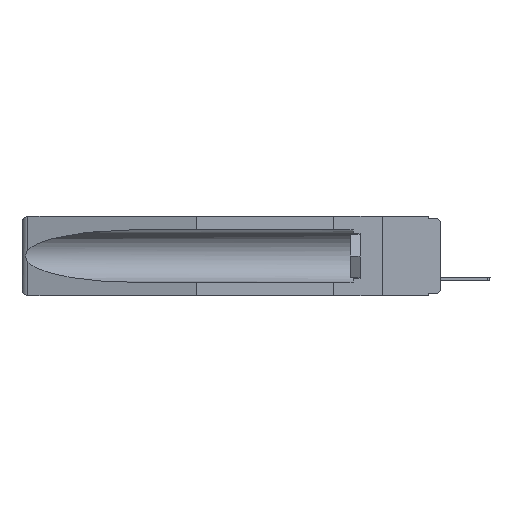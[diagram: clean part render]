
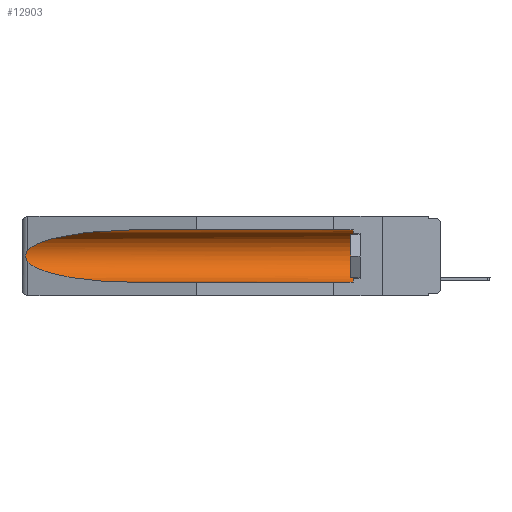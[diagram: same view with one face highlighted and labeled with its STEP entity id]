
A CAD part, left-side view. The second image highlights one B-rep face of the part: STEP entity #12903.
In plain terms, the highlighted cylindrical face has radius 2.857 mm (diameter 5.715 mm), a partial arc.
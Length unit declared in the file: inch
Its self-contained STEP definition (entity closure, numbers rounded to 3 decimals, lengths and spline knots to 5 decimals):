
#204 = CARTESIAN_POINT ( 'NONE',  ( 0.155, 0.126, -0.059 ) ) ;
#1664 = DIRECTION ( 'NONE',  ( 0., -1., 0. ) ) ;
#1864 = VERTEX_POINT ( 'NONE', #17548 ) ;
#1914 = CARTESIAN_POINT ( 'NONE',  ( 0.26537, 1.52718, -0.19328 ) ) ;
#2002 = EDGE_CURVE ( 'NONE', #16583, #10016, #11749, .T. ) ;
#2037 = VERTEX_POINT ( 'NONE', #22417 ) ;
#2360 = EDGE_CURVE ( 'NONE', #10016, #7567, #3178, .T. ) ;
#2523 = CARTESIAN_POINT ( 'NONE',  ( 0.2675, 1.53308, -0.17534 ) ) ;
#2910 = CARTESIAN_POINT ( 'NONE',  ( 0.2673, 1.53269, -0.17917 ) ) ;
#3178 =( BOUNDED_CURVE ( )  B_SPLINE_CURVE ( 3, ( #3606, #9686, #3886, #7529 ),
 .UNSPECIFIED., .F., .T. ) 
 B_SPLINE_CURVE_WITH_KNOTS ( ( 4, 4 ),
 ( 4.71239, 6.08839 ),
 .UNSPECIFIED. ) 
 CURVE ( )  GEOMETRIC_REPRESENTATION_ITEM ( )  RATIONAL_B_SPLINE_CURVE ( ( 1., 0.848, 0.848, 1. ) ) 
 REPRESENTATION_ITEM ( '' )  );
#3192 = FACE_OUTER_BOUND ( 'NONE', #18417, .T. ) ;
#3606 = CARTESIAN_POINT ( 'NONE',  ( 0.155, 1.07973, -0.059 ) ) ;
#3886 = CARTESIAN_POINT ( 'NONE',  ( 0.25451, 1.48313, -0.09465 ) ) ;
#4187 =( BOUNDED_CURVE ( )  B_SPLINE_CURVE ( 3, ( #1914, #26350, #12047, #5962 ),
 .UNSPECIFIED., .F., .F. ) 
 B_SPLINE_CURVE_WITH_KNOTS ( ( 4, 4 ),
 ( 0.1948, 1.5708 ),
 .UNSPECIFIED. ) 
 CURVE ( )  GEOMETRIC_REPRESENTATION_ITEM ( )  RATIONAL_B_SPLINE_CURVE ( ( 1., 0.848, 0.848, 1. ) ) 
 REPRESENTATION_ITEM ( '' )  );
#4943 = CARTESIAN_POINT ( 'NONE',  ( 0.26537, 1.52718, -0.14972 ) ) ;
#5952 = CARTESIAN_POINT ( 'NONE',  ( 0.155, -0.30754, -0.284 ) ) ;
#5962 = CARTESIAN_POINT ( 'NONE',  ( 0.155, 1.07973, -0.284 ) ) ;
#6806 = EDGE_CURVE ( 'NONE', #2037, #1864, #4187, .T. ) ;
#7100 = CYLINDRICAL_SURFACE ( 'NONE', #11342, 0.1125 ) ;
#7529 = CARTESIAN_POINT ( 'NONE',  ( 0.26537, 1.52718, -0.14972 ) ) ;
#7567 = VERTEX_POINT ( 'NONE', #17385 ) ;
#8210 = ORIENTED_EDGE ( 'NONE', *, *, #6806, .T. ) ;
#8467 = CARTESIAN_POINT ( 'NONE',  ( 0.26597, 1.52961, -0.15275 ) ) ;
#8808 = ORIENTED_EDGE ( 'NONE', *, *, #10921, .F. ) ;
#8855 = B_SPLINE_CURVE_WITH_KNOTS ( 'NONE', 3,
 ( #4943, #8467, #23052, #13182, #14935, #2523, #2910, #18854, #23313, #25470 ),
 .UNSPECIFIED., .F., .F.,
 ( 4, 2, 2, 2, 4 ),
 ( 0., 0.00029, 0.00058, 0.00087, 0.00117 ),
 .UNSPECIFIED. ) ;
#9045 = VERTEX_POINT ( 'NONE', #25848 ) ;
#9137 = EDGE_CURVE ( 'NONE', #9045, #16583, #13767, .T. ) ;
#9647 = CARTESIAN_POINT ( 'NONE',  ( 0.155, 0.126, -0.1715 ) ) ;
#9686 = CARTESIAN_POINT ( 'NONE',  ( 0.21114, 1.30732, -0.059 ) ) ;
#10015 = DIRECTION ( 'NONE',  ( 0., 1., 0. ) ) ;
#10016 = VERTEX_POINT ( 'NONE', #18575 ) ;
#10037 = DIRECTION ( 'NONE',  ( 0., 1., 0. ) ) ;
#10120 = DIRECTION ( 'NONE',  ( 0., 1., 0. ) ) ;
#10921 = EDGE_CURVE ( 'NONE', #9045, #1864, #14321, .T. ) ;
#11342 = AXIS2_PLACEMENT_3D ( 'NONE', #18265, #10037, #13453 ) ;
#11749 = LINE ( 'NONE', #16054, #16075 ) ;
#11820 = ORIENTED_EDGE ( 'NONE', *, *, #12793, .T. ) ;
#12047 = CARTESIAN_POINT ( 'NONE',  ( 0.21114, 1.30732, -0.284 ) ) ;
#12692 = ORIENTED_EDGE ( 'NONE', *, *, #9137, .T. ) ;
#12793 = EDGE_CURVE ( 'NONE', #7567, #2037, #8855, .T. ) ;
#12804 = ORIENTED_EDGE ( 'NONE', *, *, #2002, .T. ) ;
#12903 = ADVANCED_FACE ( 'NONE', ( #3192 ), #7100, .F. ) ;
#13182 = CARTESIAN_POINT ( 'NONE',  ( 0.2673, 1.5327, -0.16383 ) ) ;
#13453 = DIRECTION ( 'NONE',  ( 0., 0., 1. ) ) ;
#13767 = CIRCLE ( 'NONE', #23248, 0.1125 ) ;
#14321 = LINE ( 'NONE', #5952, #26271 ) ;
#14935 = CARTESIAN_POINT ( 'NONE',  ( 0.2675, 1.53308, -0.16763 ) ) ;
#16054 = CARTESIAN_POINT ( 'NONE',  ( 0.155, -0.30754, -0.059 ) ) ;
#16075 = VECTOR ( 'NONE', #10120, 39.37008 ) ;
#16583 = VERTEX_POINT ( 'NONE', #204 ) ;
#17385 = CARTESIAN_POINT ( 'NONE',  ( 0.26537, 1.52718, -0.14972 ) ) ;
#17548 = CARTESIAN_POINT ( 'NONE',  ( 0.155, 1.07973, -0.284 ) ) ;
#17870 = DIRECTION ( 'NONE',  ( 0., 0., 1. ) ) ;
#18265 = CARTESIAN_POINT ( 'NONE',  ( 0.155, -0.30754, -0.1715 ) ) ;
#18417 = EDGE_LOOP ( 'NONE', ( #19062, #11820, #8210, #8808, #12692, #12804 ) ) ;
#18575 = CARTESIAN_POINT ( 'NONE',  ( 0.155, 1.07973, -0.059 ) ) ;
#18854 = CARTESIAN_POINT ( 'NONE',  ( 0.26655, 1.53094, -0.18657 ) ) ;
#19062 = ORIENTED_EDGE ( 'NONE', *, *, #2360, .T. ) ;
#22417 = CARTESIAN_POINT ( 'NONE',  ( 0.26537, 1.52718, -0.19328 ) ) ;
#23052 = CARTESIAN_POINT ( 'NONE',  ( 0.26654, 1.53092, -0.15636 ) ) ;
#23248 = AXIS2_PLACEMENT_3D ( 'NONE', #9647, #1664, #17870 ) ;
#23313 = CARTESIAN_POINT ( 'NONE',  ( 0.26597, 1.5296, -0.19026 ) ) ;
#25470 = CARTESIAN_POINT ( 'NONE',  ( 0.26537, 1.52718, -0.19328 ) ) ;
#25848 = CARTESIAN_POINT ( 'NONE',  ( 0.155, 0.126, -0.284 ) ) ;
#26271 = VECTOR ( 'NONE', #10015, 39.37008 ) ;
#26350 = CARTESIAN_POINT ( 'NONE',  ( 0.25451, 1.48313, -0.24835 ) ) ;
